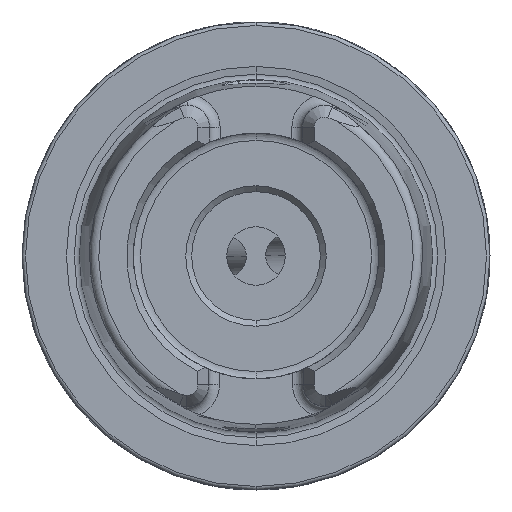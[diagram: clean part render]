
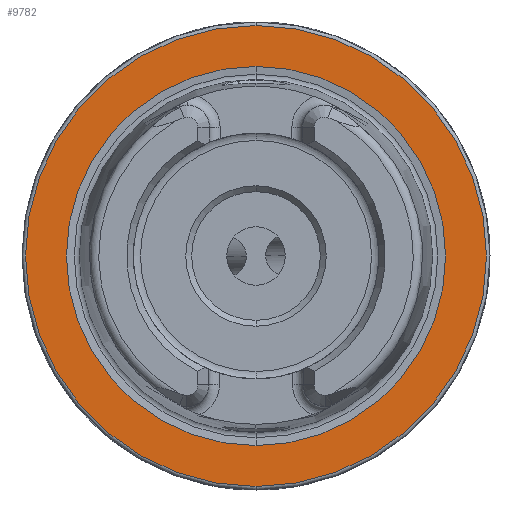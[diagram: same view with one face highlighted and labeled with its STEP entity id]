
A CAD part, left-side view. The second image highlights one B-rep face of the part: STEP entity #9782.
In plain terms, the highlighted planar face has unit normal (-1, 0, 0).
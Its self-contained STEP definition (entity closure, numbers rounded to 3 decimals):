
#131 = CIRCLE ( 'NONE', #15696, 19.7 ) ;
#142 = CIRCLE ( 'NONE', #15700, 16.207 ) ;
#1042 = FACE_BOUND ( 'NONE', #5944, .T. ) ;
#1057 = FACE_OUTER_BOUND ( 'NONE', #5978, .T. ) ;
#1850 = CARTESIAN_POINT ( 'NONE',  ( 0., 0., 0. ) ) ;
#1851 = DIRECTION ( 'NONE',  ( -1., 0., 0. ) ) ;
#1852 = DIRECTION ( 'NONE',  ( 0., 0., 1. ) ) ;
#1867 = CARTESIAN_POINT ( 'NONE',  ( 0., 0., 0. ) ) ;
#1868 = DIRECTION ( 'NONE',  ( -1., 0., 0. ) ) ;
#1869 = DIRECTION ( 'NONE',  ( 0., 0., 1. ) ) ;
#3396 = DIRECTION ( 'NONE',  ( 1., 0., 0. ) ) ;
#3398 = CARTESIAN_POINT ( 'NONE',  ( 0., 19.7, 0. ) ) ;
#3400 = PLANE ( 'NONE',  #15964 ) ;
#3402 = DIRECTION ( 'NONE',  ( 0., 0., -1. ) ) ;
#4526 = CARTESIAN_POINT ( 'NONE',  ( 0., 0., 16.207 ) ) ;
#4532 = CARTESIAN_POINT ( 'NONE',  ( 0., 0., 19.7 ) ) ;
#4533 = CARTESIAN_POINT ( 'NONE',  ( 0., 0., -19.7 ) ) ;
#5944 = EDGE_LOOP ( 'NONE', ( #10792, #10794 ) ) ;
#5978 = EDGE_LOOP ( 'NONE', ( #10796, #10798 ) ) ;
#7105 = VERTEX_POINT ( 'NONE', #7992 ) ;
#7240 = DIRECTION ( 'NONE',  ( -1., 0., 0. ) ) ;
#7249 = DIRECTION ( 'NONE',  ( 0., 0., 1. ) ) ;
#7250 = DIRECTION ( 'NONE',  ( 0., 0., 1. ) ) ;
#7251 = CARTESIAN_POINT ( 'NONE',  ( 0., 0., 0. ) ) ;
#7253 = DIRECTION ( 'NONE',  ( -1., 0., 0. ) ) ;
#7361 = CARTESIAN_POINT ( 'NONE',  ( 0., 0., 0. ) ) ;
#7992 = CARTESIAN_POINT ( 'NONE',  ( 0., 0., -16.207 ) ) ;
#8849 = EDGE_CURVE ( 'NONE', #9976, #9975, #13116, .T. ) ;
#8850 = EDGE_CURVE ( 'NONE', #9973, #7105, #13118, .T. ) ;
#9439 = EDGE_CURVE ( 'NONE', #9975, #9976, #131, .T. ) ;
#9445 = EDGE_CURVE ( 'NONE', #7105, #9973, #142, .T. ) ;
#9782 = ADVANCED_FACE ( 'NONE', ( #1042, #1057 ), #3400, .F. ) ;
#9973 = VERTEX_POINT ( 'NONE', #4526 ) ;
#9975 = VERTEX_POINT ( 'NONE', #4532 ) ;
#9976 = VERTEX_POINT ( 'NONE', #4533 ) ;
#10792 = ORIENTED_EDGE ( 'NONE', *, *, #8850, .F. ) ;
#10794 = ORIENTED_EDGE ( 'NONE', *, *, #9445, .F. ) ;
#10796 = ORIENTED_EDGE ( 'NONE', *, *, #9439, .T. ) ;
#10798 = ORIENTED_EDGE ( 'NONE', *, *, #8849, .T. ) ;
#12564 = AXIS2_PLACEMENT_3D ( 'NONE', #7251, #7240, #7250 ) ;
#12565 = AXIS2_PLACEMENT_3D ( 'NONE', #7361, #7253, #7249 ) ;
#13116 = CIRCLE ( 'NONE', #12564, 19.7 ) ;
#13118 = CIRCLE ( 'NONE', #12565, 16.207 ) ;
#15696 = AXIS2_PLACEMENT_3D ( 'NONE', #1850, #1851, #1852 ) ;
#15700 = AXIS2_PLACEMENT_3D ( 'NONE', #1867, #1868, #1869 ) ;
#15964 = AXIS2_PLACEMENT_3D ( 'NONE', #3398, #3396, #3402 ) ;
